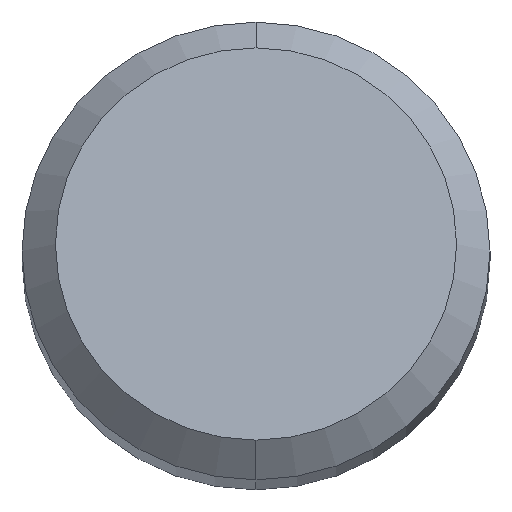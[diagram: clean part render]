
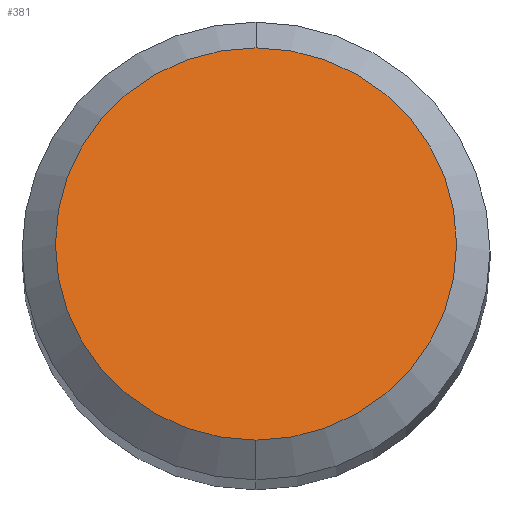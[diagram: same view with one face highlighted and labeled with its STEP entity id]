
A CAD part, left-side view. The second image highlights one B-rep face of the part: STEP entity #381.
In plain terms, the highlighted planar face has unit normal (-0.978, 0, 0.209).
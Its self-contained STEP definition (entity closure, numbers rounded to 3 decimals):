
#52=CARTESIAN_POINT('',(-28.611,8.166,17.928));
#53=DIRECTION('',(0.978,0.,-0.209));
#54=DIRECTION('',(0.,1.,0.));
#55=AXIS2_PLACEMENT_3D('',#52,#53,#54);
#57=CARTESIAN_POINT('',(-28.611,8.166,17.928));
#58=DIRECTION('',(0.978,0.,-0.209));
#59=DIRECTION('',(0.209,0.,0.978));
#60=AXIS2_PLACEMENT_3D('',#57,#58,#59);
#62=CARTESIAN_POINT('',(-28.611,8.166,17.928));
#63=DIRECTION('',(0.978,0.,-0.209));
#64=DIRECTION('',(0.,-1.,0.));
#65=AXIS2_PLACEMENT_3D('',#62,#63,#64);
#67=CARTESIAN_POINT('',(-28.611,8.166,17.928));
#68=DIRECTION('',(0.978,0.,-0.209));
#69=DIRECTION('',(-0.209,0.,-0.978));
#70=AXIS2_PLACEMENT_3D('',#67,#68,#69);
#245=CARTESIAN_POINT('',(-29.553,8.166,13.524));
#247=VERTEX_POINT('',#245);
#248=CARTESIAN_POINT('',(-28.611,3.662,17.928));
#249=VERTEX_POINT('',#248);
#250=CARTESIAN_POINT('',(-27.67,8.166,22.332));
#251=VERTEX_POINT('',#250);
#254=CARTESIAN_POINT('',(-28.611,12.669,17.928));
#255=VERTEX_POINT('',#254);
#370=CARTESIAN_POINT('',(-27.479,13.583,23.227));
#371=DIRECTION('',(-0.978,0.,0.209));
#372=DIRECTION('',(0.209,0.,0.978));
#373=AXIS2_PLACEMENT_3D('',#370,#371,#372);
#374=PLANE('',#373);
#375=ORIENTED_EDGE('',*,*,#361,.T.);
#376=ORIENTED_EDGE('',*,*,#347,.T.);
#377=ORIENTED_EDGE('',*,*,#345,.T.);
#378=ORIENTED_EDGE('',*,*,#363,.T.);
#379=EDGE_LOOP('',(#375,#376,#377,#378));
#380=FACE_OUTER_BOUND('',#379,.F.);
#56=CIRCLE('',#55,4.503);
#61=CIRCLE('',#60,4.503);
#66=CIRCLE('',#65,4.503);
#71=CIRCLE('',#70,4.503);
#345=EDGE_CURVE('',#249,#247,#66,.T.);
#347=EDGE_CURVE('',#251,#249,#61,.T.);
#361=EDGE_CURVE('',#255,#251,#56,.T.);
#363=EDGE_CURVE('',#247,#255,#71,.T.);
#381=ADVANCED_FACE('',(#380),#374,.T.);
